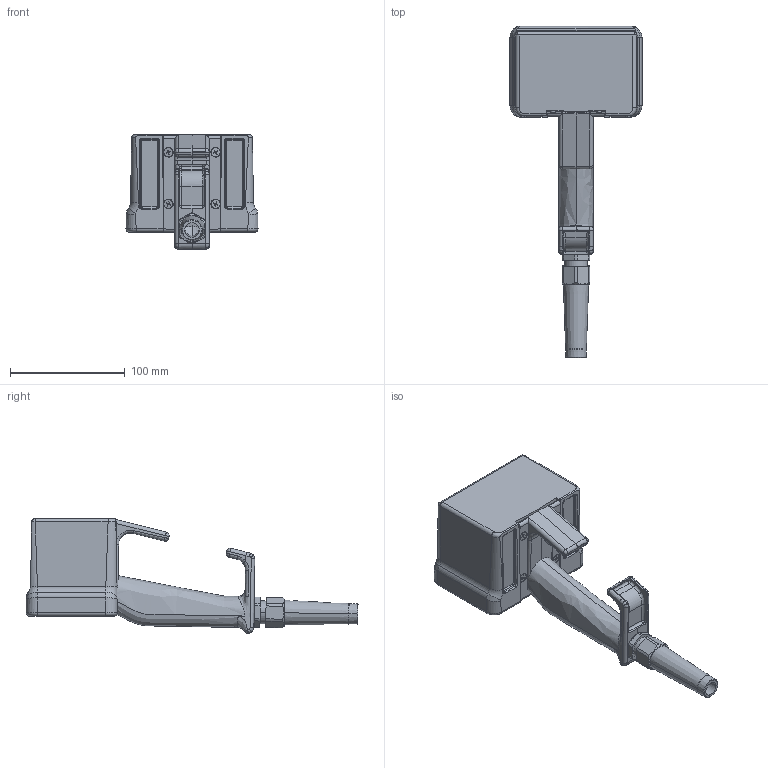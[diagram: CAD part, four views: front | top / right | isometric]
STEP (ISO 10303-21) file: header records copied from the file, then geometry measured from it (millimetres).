
FILE_DESCRIPTION (( 'STEP AP214' ), '1' );
FILE_NAME ('29300100.STEP', '2016-04-18T13:36:26', ( '' ), ( '' ), 'SwSTEP 2.0', 'SolidWorks 2015', '' );
FILE_SCHEMA (( 'AUTOMOTIVE_DESIGN' ));
Length unit declared in the file: millimetre
Products named in the file (10): 93268_EJOT Delta PT Schraube H 30x8 WN5411; 82067_Eingebaut; 21332_Katalog ia; 21334; 29300100; 08100120; 82183; 93253; 95100; 82068
Assembly tree (15 placements, depth 2):
  29300100
    21334
    21332_Katalog ia
    82067_Eingebaut
    93268_EJOT Delta PT Schraube H 30x8 WN5411  x4
    82068
    95100
    93253  x4
    82183
    08100120
Bounding box: 114.89 x 288.93 x 100.03 mm (x, y, z)
Volume: 292947.4 mm3; surface area: 154087.6 mm2
Topology: 15 solids, 15 shells, 869 faces, 2120 edges, 1312 vertices
Faces by surface type: plane 310, cylinder 255, cone 149, bspline 103, torus 30, sphere 22
Entity records: 32369 total; most frequent: CARTESIAN_POINT 16006, ORIENTED_EDGE 3460, DIRECTION 3134, EDGE_CURVE 1730, AXIS2_PLACEMENT_3D 1202, VERTEX_POINT 1070, EDGE_LOOP 796, LINE 730
